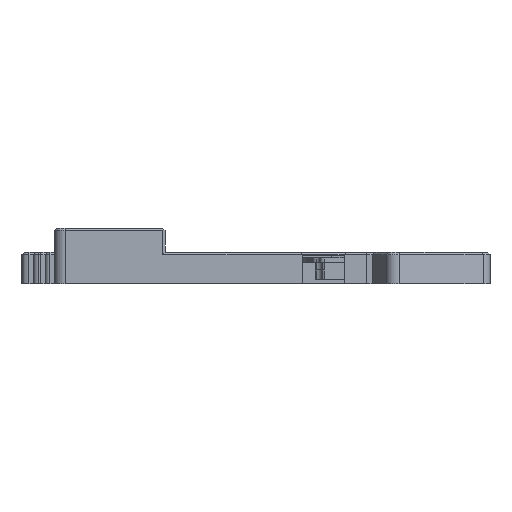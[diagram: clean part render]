
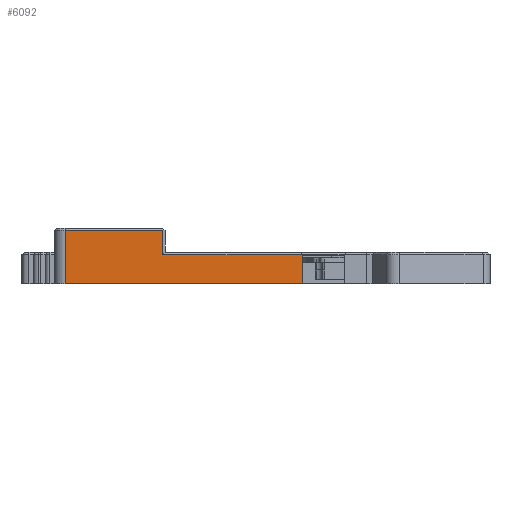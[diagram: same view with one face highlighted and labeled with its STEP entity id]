
A CAD part, left-side view. The second image highlights one B-rep face of the part: STEP entity #6092.
In plain terms, the highlighted planar face has unit normal (-1, 0, 0).
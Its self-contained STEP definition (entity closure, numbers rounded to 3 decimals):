
#285=FACE_OUTER_BOUND('',#607,.T.);
#607=EDGE_LOOP('',(#4017,#4018,#4019,#4020,#4021,#4022));
#975=LINE('',#8433,#1740);
#979=LINE('',#8441,#1744);
#980=LINE('',#8443,#1745);
#981=LINE('',#8445,#1746);
#982=LINE('',#8447,#1747);
#983=LINE('',#8448,#1748);
#1740=VECTOR('',#6843,10.);
#1744=VECTOR('',#6849,10.);
#1745=VECTOR('',#6850,10.);
#1746=VECTOR('',#6851,10.);
#1747=VECTOR('',#6852,10.);
#1748=VECTOR('',#6853,10.);
#2505=VERTEX_POINT('',#8430);
#2506=VERTEX_POINT('',#8432);
#2509=VERTEX_POINT('',#8440);
#2510=VERTEX_POINT('',#8442);
#2511=VERTEX_POINT('',#8444);
#2512=VERTEX_POINT('',#8446);
#3098=EDGE_CURVE('',#2505,#2506,#975,.T.);
#3102=EDGE_CURVE('',#2506,#2509,#979,.T.);
#3103=EDGE_CURVE('',#2510,#2505,#980,.T.);
#3104=EDGE_CURVE('',#2511,#2510,#981,.T.);
#3105=EDGE_CURVE('',#2512,#2511,#982,.T.);
#3106=EDGE_CURVE('',#2509,#2512,#983,.T.);
#4017=ORIENTED_EDGE('',*,*,#3102,.F.);
#4018=ORIENTED_EDGE('',*,*,#3098,.F.);
#4019=ORIENTED_EDGE('',*,*,#3103,.F.);
#4020=ORIENTED_EDGE('',*,*,#3104,.F.);
#4021=ORIENTED_EDGE('',*,*,#3105,.F.);
#4022=ORIENTED_EDGE('',*,*,#3106,.F.);
#5843=PLANE('',#6428);
#6092=ADVANCED_FACE('',(#285),#5843,.F.);
#6428=AXIS2_PLACEMENT_3D('',#8439,#6847,#6848);
#6843=DIRECTION('',(0.,0.,-1.));
#6847=DIRECTION('center_axis',(1.,0.,0.));
#6848=DIRECTION('ref_axis',(0.,-1.,0.));
#6849=DIRECTION('',(0.,-1.,0.));
#6850=DIRECTION('',(0.,-1.,0.));
#6851=DIRECTION('',(0.,0.,1.));
#6852=DIRECTION('',(0.,1.,0.));
#6853=DIRECTION('',(0.,0.,-1.));
#8430=CARTESIAN_POINT('',(-55.47,19.818,8.5));
#8432=CARTESIAN_POINT('',(-55.47,19.818,3.3));
#8433=CARTESIAN_POINT('',(-55.47,19.818,5.65));
#8439=CARTESIAN_POINT('Origin',(-55.47,40.748,0.));
#8440=CARTESIAN_POINT('',(-55.47,-10.153,3.3));
#8441=CARTESIAN_POINT('',(-55.47,20.374,3.3));
#8442=CARTESIAN_POINT('',(-55.47,40.748,8.5));
#8443=CARTESIAN_POINT('',(-55.47,20.374,8.5));
#8444=CARTESIAN_POINT('',(-55.47,40.748,-3.));
#8445=CARTESIAN_POINT('',(-55.47,40.748,0.));
#8446=CARTESIAN_POINT('',(-55.47,-10.153,-3.));
#8447=CARTESIAN_POINT('',(-55.47,20.374,-3.));
#8448=CARTESIAN_POINT('',(-55.47,-10.153,-2.014));
